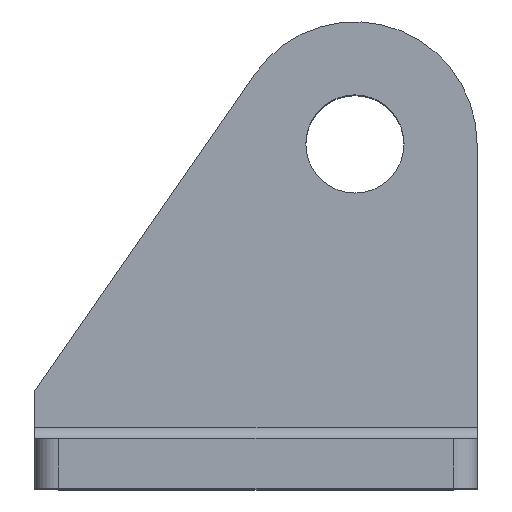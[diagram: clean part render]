
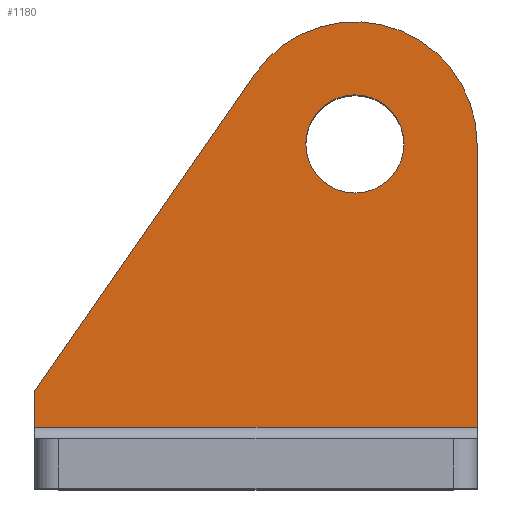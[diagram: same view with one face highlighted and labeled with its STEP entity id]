
A CAD part, top view. The second image highlights one B-rep face of the part: STEP entity #1180.
In plain terms, the highlighted planar face has unit normal (0, 0, 1).
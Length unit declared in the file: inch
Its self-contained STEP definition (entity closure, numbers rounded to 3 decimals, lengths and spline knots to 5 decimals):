
#113 = CARTESIAN_POINT ( 'NONE',  ( -0.31102, 0.87795, 0.62598 ) ) ;
#119 = VECTOR ( 'NONE', #886, 39.37008 ) ;
#139 = VECTOR ( 'NONE', #635, 39.37008 ) ;
#140 = EDGE_CURVE ( 'NONE', #528, #1438, #958, .T. ) ;
#143 = CARTESIAN_POINT ( 'NONE',  ( -0.56646, 1.05541, 0.62598 ) ) ;
#192 = AXIS2_PLACEMENT_3D ( 'NONE', #591, #1497, #726 ) ;
#243 = DIRECTION ( 'NONE',  ( 1., 0., 0. ) ) ;
#276 = DIRECTION ( 'NONE',  ( -1., 0., 0. ) ) ;
#283 = CARTESIAN_POINT ( 'NONE',  ( -0.31102, 0.87795, 0.62598 ) ) ;
#356 = VERTEX_POINT ( 'NONE', #1478 ) ;
#401 = DIRECTION ( 'NONE',  ( 0., 1., 0. ) ) ;
#403 = EDGE_CURVE ( 'NONE', #440, #952, #893, .T. ) ;
#404 = DIRECTION ( 'NONE',  ( 1., 0., 0. ) ) ;
#440 = VERTEX_POINT ( 'NONE', #1374 ) ;
#517 = AXIS2_PLACEMENT_3D ( 'NONE', #283, #1190, #404 ) ;
#528 = VERTEX_POINT ( 'NONE', #757 ) ;
#532 = CARTESIAN_POINT ( 'NONE',  ( 0., 0.15598, 0.62598 ) ) ;
#581 = VECTOR ( 'NONE', #276, 39.37008 ) ;
#591 = CARTESIAN_POINT ( 'NONE',  ( -0.31102, 0.87795, 0.62598 ) ) ;
#608 = EDGE_CURVE ( 'NONE', #1539, #356, #1513, .T. ) ;
#610 = VECTOR ( 'NONE', #401, 39.37008 ) ;
#623 = ORIENTED_EDGE ( 'NONE', *, *, #608, .T. ) ;
#635 = DIRECTION ( 'NONE',  ( -0.571, -0.821, 0. ) ) ;
#639 = CARTESIAN_POINT ( 'NONE',  ( -0.31102, 0.87795, 0.62598 ) ) ;
#726 = DIRECTION ( 'NONE',  ( 1., 0., 0. ) ) ;
#741 = AXIS2_PLACEMENT_3D ( 'NONE', #113, #1021, #243 ) ;
#749 = EDGE_CURVE ( 'NONE', #528, #1149, #1649, .T. ) ;
#757 = CARTESIAN_POINT ( 'NONE',  ( 0., 0.15598, 0.62598 ) ) ;
#759 = PLANE ( 'NONE',  #741 ) ;
#769 = DIRECTION ( 'NONE',  ( 1., 0., 0. ) ) ;
#805 = FACE_OUTER_BOUND ( 'NONE', #1317, .T. ) ;
#824 = AXIS2_PLACEMENT_3D ( 'NONE', #639, #1538, #769 ) ;
#886 = DIRECTION ( 'NONE',  ( 0., -1., 0. ) ) ;
#893 = CIRCLE ( 'NONE', #192, 0.125 ) ;
#940 = ORIENTED_EDGE ( 'NONE', *, *, #749, .F. ) ;
#952 = VERTEX_POINT ( 'NONE', #1472 ) ;
#958 = LINE ( 'NONE', #1062, #610 ) ;
#1012 = FACE_BOUND ( 'NONE', #1433, .T. ) ;
#1017 = CARTESIAN_POINT ( 'NONE',  ( -1.12598, 0.15598, 0.62598 ) ) ;
#1021 = DIRECTION ( 'NONE',  ( 0., 0., 1. ) ) ;
#1062 = CARTESIAN_POINT ( 'NONE',  ( 0., 0., 0.62598 ) ) ;
#1107 = LINE ( 'NONE', #1146, #119 ) ;
#1132 = ORIENTED_EDGE ( 'NONE', *, *, #140, .T. ) ;
#1146 = CARTESIAN_POINT ( 'NONE',  ( -1.12598, 0.25, 0.62598 ) ) ;
#1149 = VERTEX_POINT ( 'NONE', #1017 ) ;
#1166 = ORIENTED_EDGE ( 'NONE', *, *, #1219, .T. ) ;
#1180 = ADVANCED_FACE ( 'NONE', ( #1012, #805 ), #759, .T. ) ;
#1184 = EDGE_CURVE ( 'NONE', #356, #1149, #1107, .T. ) ;
#1190 = DIRECTION ( 'NONE',  ( 0., 0., 1. ) ) ;
#1219 = EDGE_CURVE ( 'NONE', #1438, #1539, #1412, .T. ) ;
#1285 = CARTESIAN_POINT ( 'NONE',  ( 0., 0.87795, 0.62598 ) ) ;
#1301 = ORIENTED_EDGE ( 'NONE', *, *, #1603, .F. ) ;
#1317 = EDGE_LOOP ( 'NONE', ( #1582, #940, #1132, #1166, #623 ) ) ;
#1361 = ORIENTED_EDGE ( 'NONE', *, *, #403, .F. ) ;
#1374 = CARTESIAN_POINT ( 'NONE',  ( -0.43602, 0.87795, 0.62598 ) ) ;
#1412 = CIRCLE ( 'NONE', #824, 0.31102 ) ;
#1433 = EDGE_LOOP ( 'NONE', ( #1361, #1301 ) ) ;
#1438 = VERTEX_POINT ( 'NONE', #1285 ) ;
#1472 = CARTESIAN_POINT ( 'NONE',  ( -0.18602, 0.87795, 0.62598 ) ) ;
#1478 = CARTESIAN_POINT ( 'NONE',  ( -1.12598, 0.25, 0.62598 ) ) ;
#1497 = DIRECTION ( 'NONE',  ( 0., 0., 1. ) ) ;
#1513 = LINE ( 'NONE', #1661, #139 ) ;
#1525 = CIRCLE ( 'NONE', #517, 0.125 ) ;
#1538 = DIRECTION ( 'NONE',  ( 0., 0., 1. ) ) ;
#1539 = VERTEX_POINT ( 'NONE', #143 ) ;
#1582 = ORIENTED_EDGE ( 'NONE', *, *, #1184, .T. ) ;
#1603 = EDGE_CURVE ( 'NONE', #952, #440, #1525, .T. ) ;
#1649 = LINE ( 'NONE', #532, #581 ) ;
#1661 = CARTESIAN_POINT ( 'NONE',  ( -0.56646, 1.05541, 0.62598 ) ) ;
